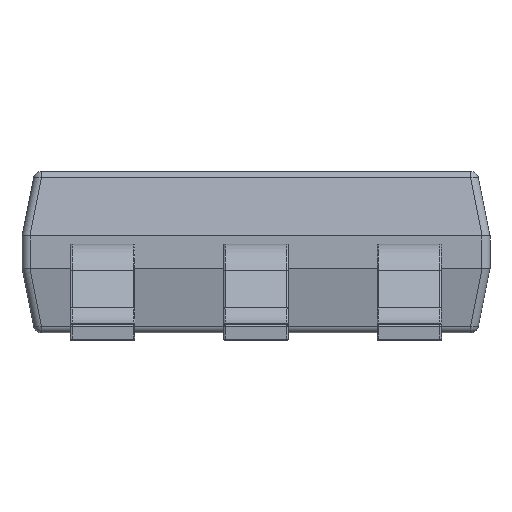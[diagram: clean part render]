
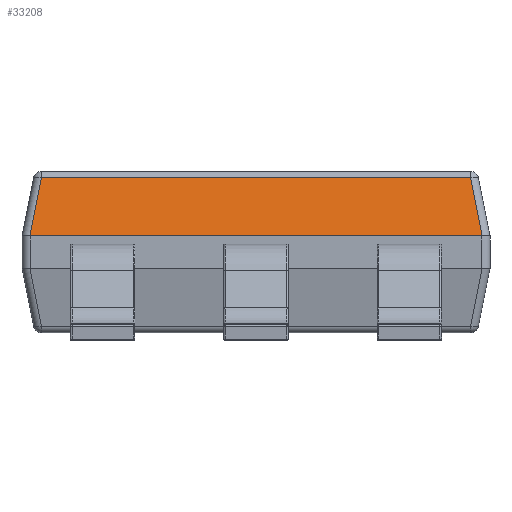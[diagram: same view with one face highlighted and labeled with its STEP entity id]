
A CAD part, left-side view. The second image highlights one B-rep face of the part: STEP entity #33208.
In plain terms, the highlighted planar face has unit normal (-0.981, 0, 0.196).
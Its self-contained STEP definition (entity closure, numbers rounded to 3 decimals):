
#150 = CARTESIAN_POINT ( 'NONE',  ( -0.8, -1.401, 0.7 ) ) ;
#802 = DIRECTION ( 'NONE',  ( 0.192, 0.192, 0.962 ) ) ;
#891 = CARTESIAN_POINT ( 'NONE',  ( -0.8, 1.401, 0.7 ) ) ;
#899 = CARTESIAN_POINT ( 'NONE',  ( -0.728, 0., 1.06 ) ) ;
#1104 = VECTOR ( 'NONE', #6530, 1000. ) ;
#1306 = CARTESIAN_POINT ( 'NONE',  ( -0.8, 1.4, 0.7 ) ) ;
#1799 = EDGE_LOOP ( 'NONE', ( #8065, #2400, #28752, #7649, #5468, #23916 ) ) ;
#2150 = DIRECTION ( 'NONE',  ( -0.981, 0., 0.196 ) ) ;
#2400 = ORIENTED_EDGE ( 'NONE', *, *, #32261, .T. ) ;
#3038 = CARTESIAN_POINT ( 'NONE',  ( -0.8, -1.401, 0.7 ) ) ;
#3878 = CARTESIAN_POINT ( 'NONE',  ( -0.8, 1.401, 0.7 ) ) ;
#4594 = LINE ( 'NONE', #28226, #30350 ) ;
#4700 = VERTEX_POINT ( 'NONE', #891 ) ;
#4955 = DIRECTION ( 'NONE',  ( 0., 1., 0. ) ) ;
#5416 = VECTOR ( 'NONE', #802, 1000. ) ;
#5449 = CARTESIAN_POINT ( 'NONE',  ( -0.8, -1.4, 0.7 ) ) ;
#5468 = ORIENTED_EDGE ( 'NONE', *, *, #12500, .T. ) ;
#5711 = EDGE_CURVE ( 'NONE', #28152, #25477, #4594, .T. ) ;
#5743 = CARTESIAN_POINT ( 'NONE',  ( -0.8, -1.401, 0.7 ) ) ;
#6250 = LINE ( 'NONE', #24340, #5416 ) ;
#6530 = DIRECTION ( 'NONE',  ( -0.192, 0.192, -0.962 ) ) ;
#6618 = PLANE ( 'NONE',  #7988 ) ;
#7649 = ORIENTED_EDGE ( 'NONE', *, *, #14875, .T. ) ;
#7830 = CARTESIAN_POINT ( 'NONE',  ( -0.8, -1.4, 0.7 ) ) ;
#7844 = EDGE_CURVE ( 'NONE', #30634, #30042, #28308, .T. ) ;
#7988 = AXIS2_PLACEMENT_3D ( 'NONE', #23306, #2150, #20964 ) ;
#8065 = ORIENTED_EDGE ( 'NONE', *, *, #19474, .T. ) ;
#10849 =( BOUNDED_CURVE ( )  B_SPLINE_CURVE ( 3, ( #5449, #7830, #3038, #150 ),
 .UNSPECIFIED., .F., .T. ) 
 B_SPLINE_CURVE_WITH_KNOTS ( ( 4, 4 ),
 ( 0., 0.019 ),
 .UNSPECIFIED. ) 
 CURVE ( )  GEOMETRIC_REPRESENTATION_ITEM ( )  RATIONAL_B_SPLINE_CURVE ( ( 1., 1., 1., 1. ) ) 
 REPRESENTATION_ITEM ( '' )  );
#11859 = CARTESIAN_POINT ( 'NONE',  ( -0.671, 1.272, 1.345 ) ) ;
#12500 = EDGE_CURVE ( 'NONE', #33465, #30634, #6250, .T. ) ;
#14313 = CARTESIAN_POINT ( 'NONE',  ( -0.8, 1.401, 0.7 ) ) ;
#14875 = EDGE_CURVE ( 'NONE', #28152, #33465, #10849, .T. ) ;
#17548 = CARTESIAN_POINT ( 'NONE',  ( -0.8, 1.4, 0.7 ) ) ;
#17903 = CARTESIAN_POINT ( 'NONE',  ( -0.8, 1.4, 0.7 ) ) ;
#19474 = EDGE_CURVE ( 'NONE', #30042, #4700, #29478, .T. ) ;
#20964 = DIRECTION ( 'NONE',  ( 0., 1., 0. ) ) ;
#21204 = CARTESIAN_POINT ( 'NONE',  ( -0.728, 1.329, 1.06 ) ) ;
#21533 =( BOUNDED_CURVE ( )  B_SPLINE_CURVE ( 3, ( #3878, #14313, #17548, #1306 ),
 .UNSPECIFIED., .F., .F. ) 
 B_SPLINE_CURVE_WITH_KNOTS ( ( 4, 4 ),
 ( 6.264, 6.283 ),
 .UNSPECIFIED. ) 
 CURVE ( )  GEOMETRIC_REPRESENTATION_ITEM ( )  RATIONAL_B_SPLINE_CURVE ( ( 1., 1., 1., 1. ) ) 
 REPRESENTATION_ITEM ( '' )  );
#23306 = CARTESIAN_POINT ( 'NONE',  ( -0.72, 0., 1.1 ) ) ;
#23916 = ORIENTED_EDGE ( 'NONE', *, *, #7844, .T. ) ;
#24340 = CARTESIAN_POINT ( 'NONE',  ( -0.671, -1.272, 1.345 ) ) ;
#25477 = VERTEX_POINT ( 'NONE', #17903 ) ;
#26264 = CARTESIAN_POINT ( 'NONE',  ( -0.728, -1.329, 1.06 ) ) ;
#26413 = CARTESIAN_POINT ( 'NONE',  ( -0.8, -1.4, 0.7 ) ) ;
#27357 = FACE_OUTER_BOUND ( 'NONE', #1799, .T. ) ;
#28152 = VERTEX_POINT ( 'NONE', #26413 ) ;
#28226 = CARTESIAN_POINT ( 'NONE',  ( -0.8, 1.45, 0.7 ) ) ;
#28308 = LINE ( 'NONE', #899, #31400 ) ;
#28752 = ORIENTED_EDGE ( 'NONE', *, *, #5711, .F. ) ;
#29478 = LINE ( 'NONE', #11859, #1104 ) ;
#30042 = VERTEX_POINT ( 'NONE', #21204 ) ;
#30350 = VECTOR ( 'NONE', #4955, 1000. ) ;
#30634 = VERTEX_POINT ( 'NONE', #26264 ) ;
#31400 = VECTOR ( 'NONE', #32393, 1000. ) ;
#32261 = EDGE_CURVE ( 'NONE', #4700, #25477, #21533, .T. ) ;
#32393 = DIRECTION ( 'NONE',  ( 0., 1., 0. ) ) ;
#33208 = ADVANCED_FACE ( 'NONE', ( #27357 ), #6618, .T. ) ;
#33465 = VERTEX_POINT ( 'NONE', #5743 ) ;
